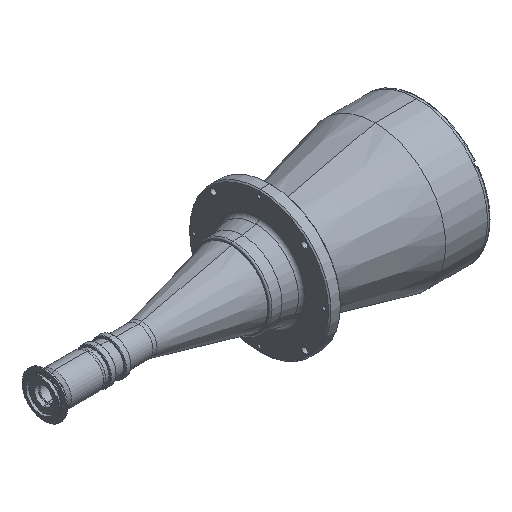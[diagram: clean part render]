
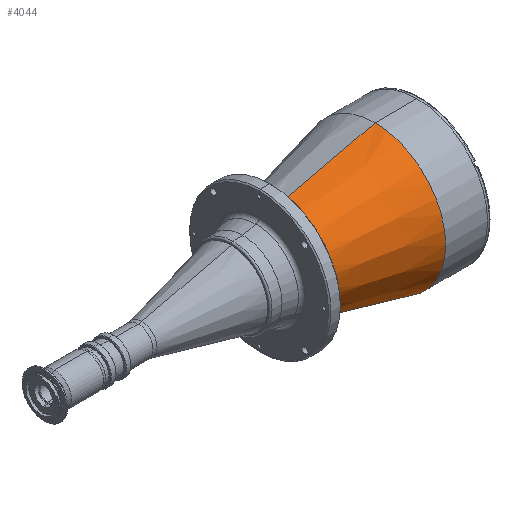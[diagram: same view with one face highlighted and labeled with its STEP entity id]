
A CAD part, isometric view. The second image highlights one B-rep face of the part: STEP entity #4044.
In plain terms, the highlighted conical face has half-angle 13.358 degrees and reference radius 50 mm.
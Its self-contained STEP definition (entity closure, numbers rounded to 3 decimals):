
#12 = VECTOR ( 'NONE', #758, 1000. ) ;
#428 = CONICAL_SURFACE ( 'NONE', #3076, 50., 0.233 ) ;
#695 = CIRCLE ( 'NONE', #7056, 59.952 ) ;
#758 = DIRECTION ( 'NONE',  ( 0.973, 0., 0.231 ) ) ;
#1057 = VECTOR ( 'NONE', #1297, 1000. ) ;
#1297 = DIRECTION ( 'NONE',  ( 0.973, 0., -0.231 ) ) ;
#1425 = ORIENTED_EDGE ( 'NONE', *, *, #6016, .T. ) ;
#1928 = LINE ( 'NONE', #7845, #12 ) ;
#2022 = VERTEX_POINT ( 'NONE', #7159 ) ;
#2023 = CARTESIAN_POINT ( 'NONE',  ( 194.481, 0., -50. ) ) ;
#2202 = ORIENTED_EDGE ( 'NONE', *, *, #8242, .T. ) ;
#2526 = DIRECTION ( 'NONE',  ( 1., 0., 0. ) ) ;
#2563 = CARTESIAN_POINT ( 'NONE',  ( 236.391, 0., 0. ) ) ;
#2946 = LINE ( 'NONE', #2023, #1057 ) ;
#3076 = AXIS2_PLACEMENT_3D ( 'NONE', #7445, #2526, #5376 ) ;
#3231 = FACE_OUTER_BOUND ( 'NONE', #6587, .T. ) ;
#3277 = DIRECTION ( 'NONE',  ( 0., 0., 1. ) ) ;
#3488 = CARTESIAN_POINT ( 'NONE',  ( 362.926, 0., 0. ) ) ;
#3958 = ORIENTED_EDGE ( 'NONE', *, *, #6563, .F. ) ;
#4044 = ADVANCED_FACE ( 'NONE', ( #3231 ), #428, .T. ) ;
#4193 = DIRECTION ( 'NONE',  ( 0., 0., 1. ) ) ;
#5122 = VERTEX_POINT ( 'NONE', #8598 ) ;
#5376 = DIRECTION ( 'NONE',  ( 0., 0., -1. ) ) ;
#5506 = ORIENTED_EDGE ( 'NONE', *, *, #6818, .F. ) ;
#6016 = EDGE_CURVE ( 'NONE', #7184, #2022, #2946, .T. ) ;
#6108 = CIRCLE ( 'NONE', #8373, 90. ) ;
#6451 = CARTESIAN_POINT ( 'NONE',  ( 236.391, 0., 59.952 ) ) ;
#6563 = EDGE_CURVE ( 'NONE', #7184, #6836, #695, .T. ) ;
#6587 = EDGE_LOOP ( 'NONE', ( #5506, #3958, #1425, #2202 ) ) ;
#6818 = EDGE_CURVE ( 'NONE', #6836, #5122, #1928, .T. ) ;
#6836 = VERTEX_POINT ( 'NONE', #6451 ) ;
#7056 = AXIS2_PLACEMENT_3D ( 'NONE', #2563, #7502, #3277 ) ;
#7159 = CARTESIAN_POINT ( 'NONE',  ( 362.926, 0., -90. ) ) ;
#7184 = VERTEX_POINT ( 'NONE', #8275 ) ;
#7445 = CARTESIAN_POINT ( 'NONE',  ( 194.481, 0., 0. ) ) ;
#7502 = DIRECTION ( 'NONE',  ( -1., 0., 0. ) ) ;
#7845 = CARTESIAN_POINT ( 'NONE',  ( 194.481, 0., 50. ) ) ;
#8242 = EDGE_CURVE ( 'NONE', #2022, #5122, #6108, .T. ) ;
#8275 = CARTESIAN_POINT ( 'NONE',  ( 236.391, 0., -59.952 ) ) ;
#8373 = AXIS2_PLACEMENT_3D ( 'NONE', #3488, #8459, #4193 ) ;
#8459 = DIRECTION ( 'NONE',  ( -1., 0., 0. ) ) ;
#8598 = CARTESIAN_POINT ( 'NONE',  ( 362.926, 0., 90. ) ) ;
